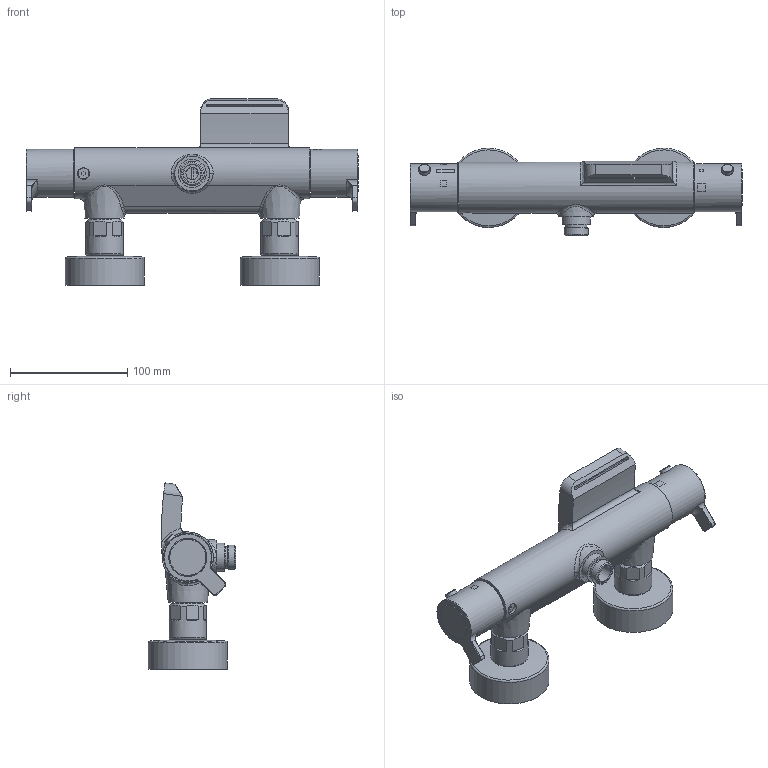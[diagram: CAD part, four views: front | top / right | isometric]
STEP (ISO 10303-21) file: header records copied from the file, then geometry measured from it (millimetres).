
FILE_DESCRIPTION (( 'STEP AP203' ), '1' );
FILE_NAME ('STEP94-261649.STEP', '2021-01-11T06:37:43', ( '' ), ( '' ), 'SwSTEP 2.0', 'SolidWorks 2018', '' );
FILE_SCHEMA (( 'CONFIG_CONTROL_DESIGN' ));
Length unit declared in the file: millimetre
Products named in the file (1): STEP94-261649
Bounding box: 282.58 x 74.65 x 158.47 mm (x, y, z)
Volume: 286848.7 mm3; surface area: 181355.3 mm2
Topology: 17 solids, 17 shells, 1118 faces, 2739 edges, 1687 vertices
Faces by surface type: plane 422, cylinder 294, bspline 275, cone 80, torus 43, sphere 4
Full cylindrical faces by diameter (mm): 3.1 x4, 3.3 x2, 4.15 x2, 4.5 x3, 4.65 x2, 5.8 x7, 6 x1, 9.8 x3, 10 x1, 10.1 x2, 12.5 x2, 15 x3, 16 x6, 16.4 x2, 17.6 x2, 17.8 x2, 18.3 x2, 19 x1, 19.5 x2, 20.5 x2, 20.65 x2, 21.25 x2, 21.5 x1, 23.2 x2, 23.8 x2, 24 x1, 24.088 x2, 24.4 x2, 24.5 x2, 25.6 x2
Entity records: 56228 total; most frequent: CARTESIAN_POINT 33922, ORIENTED_EDGE 4928, DIRECTION 3799, EDGE_CURVE 2464, VERTEX_POINT 1610, AXIS2_PLACEMENT_3D 1487, EDGE_LOOP 1388, FACE_OUTER_BOUND 1222
